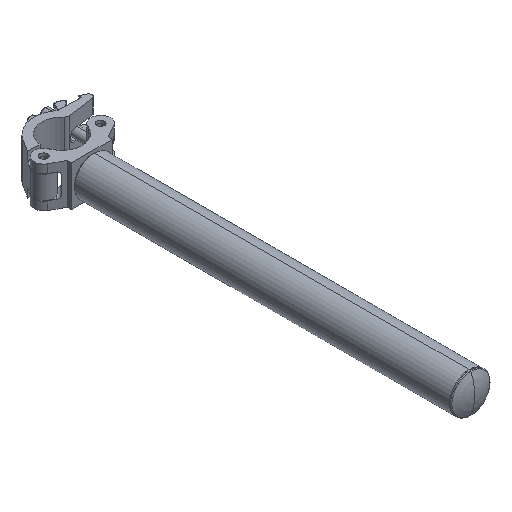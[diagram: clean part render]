
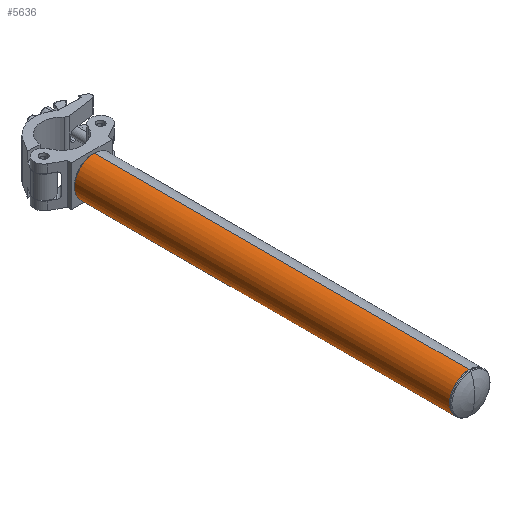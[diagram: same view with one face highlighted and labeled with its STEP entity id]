
A CAD part, isometric view. The second image highlights one B-rep face of the part: STEP entity #5636.
In plain terms, the highlighted cylindrical face has radius 24.15 mm (diameter 48.3 mm), a partial arc.
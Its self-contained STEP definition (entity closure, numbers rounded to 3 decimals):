
#83 = CARTESIAN_POINT ( 'NONE',  ( 0., 229., -24.15 ) ) ;
#437 = EDGE_CURVE ( 'NONE', #4086, #662, #7198, .T. ) ;
#512 = FACE_OUTER_BOUND ( 'NONE', #4619, .T. ) ;
#662 = VERTEX_POINT ( 'NONE', #7384 ) ;
#708 = CARTESIAN_POINT ( 'NONE',  ( 0., 232., 0. ) ) ;
#1144 = ORIENTED_EDGE ( 'NONE', *, *, #437, .T. ) ;
#1159 = EDGE_CURVE ( 'NONE', #8442, #7743, #6788, .T. ) ;
#1485 = VECTOR ( 'NONE', #4102, 1000. ) ;
#2060 = ORIENTED_EDGE ( 'NONE', *, *, #5247, .T. ) ;
#3284 = AXIS2_PLACEMENT_3D ( 'NONE', #9864, #4261, #4791 ) ;
#4086 = VERTEX_POINT ( 'NONE', #83 ) ;
#4087 = DIRECTION ( 'NONE',  ( 0., 0., 1. ) ) ;
#4102 = DIRECTION ( 'NONE',  ( 0., -1., 0. ) ) ;
#4261 = DIRECTION ( 'NONE',  ( 0., 1., 0. ) ) ;
#4375 = ORIENTED_EDGE ( 'NONE', *, *, #1159, .F. ) ;
#4619 = EDGE_LOOP ( 'NONE', ( #4375, #6352, #1144, #2060 ) ) ;
#4791 = DIRECTION ( 'NONE',  ( 0., 0., 1. ) ) ;
#5247 = EDGE_CURVE ( 'NONE', #662, #7743, #10234, .T. ) ;
#5636 = ADVANCED_FACE ( 'NONE', ( #512 ), #8235, .T. ) ;
#5926 = DIRECTION ( 'NONE',  ( 0., -1., 0. ) ) ;
#6091 = CARTESIAN_POINT ( 'NONE',  ( 0., 232., -24.15 ) ) ;
#6352 = ORIENTED_EDGE ( 'NONE', *, *, #9379, .T. ) ;
#6486 = AXIS2_PLACEMENT_3D ( 'NONE', #708, #7851, #9467 ) ;
#6518 = CARTESIAN_POINT ( 'NONE',  ( 0., 229., 0. ) ) ;
#6788 = LINE ( 'NONE', #7514, #7188 ) ;
#6913 = CARTESIAN_POINT ( 'NONE',  ( 0., -232., 24.15 ) ) ;
#7176 = CARTESIAN_POINT ( 'NONE',  ( 0., 229., 24.15 ) ) ;
#7188 = VECTOR ( 'NONE', #5926, 1000. ) ;
#7198 = LINE ( 'NONE', #6091, #1485 ) ;
#7384 = CARTESIAN_POINT ( 'NONE',  ( 0., -232., -24.15 ) ) ;
#7514 = CARTESIAN_POINT ( 'NONE',  ( 0., 232., 24.15 ) ) ;
#7743 = VERTEX_POINT ( 'NONE', #6913 ) ;
#7851 = DIRECTION ( 'NONE',  ( 0., -1., 0. ) ) ;
#8012 = DIRECTION ( 'NONE',  ( 0., -1., 0. ) ) ;
#8235 = CYLINDRICAL_SURFACE ( 'NONE', #6486, 24.15 ) ;
#8442 = VERTEX_POINT ( 'NONE', #7176 ) ;
#8699 = CIRCLE ( 'NONE', #9008, 24.15 ) ;
#9008 = AXIS2_PLACEMENT_3D ( 'NONE', #6518, #8012, #4087 ) ;
#9379 = EDGE_CURVE ( 'NONE', #8442, #4086, #8699, .T. ) ;
#9467 = DIRECTION ( 'NONE',  ( 0., 0., -1. ) ) ;
#9864 = CARTESIAN_POINT ( 'NONE',  ( 0., -232., 0. ) ) ;
#10234 = CIRCLE ( 'NONE', #3284, 24.15 ) ;
